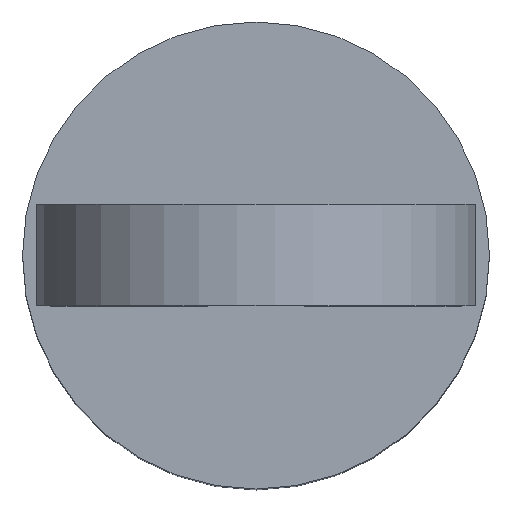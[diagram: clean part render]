
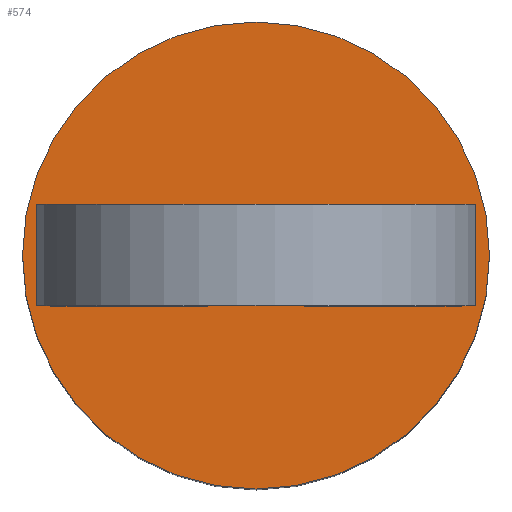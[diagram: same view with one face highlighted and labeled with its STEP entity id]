
A CAD part, top view. The second image highlights one B-rep face of the part: STEP entity #574.
In plain terms, the highlighted planar face has unit normal (0, 0, 1).
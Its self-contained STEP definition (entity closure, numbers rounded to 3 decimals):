
#23=CIRCLE('',#603,1.27);
#29=ORIENTED_EDGE('',*,*,#141,.F.);
#30=ORIENTED_EDGE('',*,*,#142,.F.);
#31=ORIENTED_EDGE('',*,*,#143,.T.);
#32=ORIENTED_EDGE('',*,*,#144,.T.);
#33=ORIENTED_EDGE('',*,*,#145,.F.);
#34=ORIENTED_EDGE('',*,*,#146,.F.);
#35=ORIENTED_EDGE('',*,*,#147,.F.);
#36=ORIENTED_EDGE('',*,*,#148,.T.);
#37=ORIENTED_EDGE('',*,*,#149,.T.);
#141=EDGE_CURVE('',#197,#198,#235,.T.);
#142=EDGE_CURVE('',#199,#197,#236,.T.);
#143=EDGE_CURVE('',#199,#200,#237,.T.);
#144=EDGE_CURVE('',#200,#198,#238,.T.);
#145=EDGE_CURVE('',#201,#201,#23,.T.);
#146=EDGE_CURVE('',#202,#203,#239,.T.);
#147=EDGE_CURVE('',#204,#202,#240,.T.);
#148=EDGE_CURVE('',#204,#205,#241,.T.);
#149=EDGE_CURVE('',#205,#203,#242,.T.);
#197=VERTEX_POINT('',#744);
#198=VERTEX_POINT('',#745);
#199=VERTEX_POINT('',#747);
#200=VERTEX_POINT('',#749);
#201=VERTEX_POINT('',#752);
#202=VERTEX_POINT('',#754);
#203=VERTEX_POINT('',#755);
#204=VERTEX_POINT('',#757);
#205=VERTEX_POINT('',#759);
#235=LINE('',#743,#285);
#236=LINE('',#746,#286);
#237=LINE('',#748,#287);
#238=LINE('',#750,#288);
#239=LINE('',#753,#289);
#240=LINE('',#756,#290);
#241=LINE('',#758,#291);
#242=LINE('',#760,#292);
#285=VECTOR('',#635,1000.);
#286=VECTOR('',#636,1000.);
#287=VECTOR('',#637,1000.);
#288=VECTOR('',#638,1000.);
#289=VECTOR('',#641,1000.);
#290=VECTOR('',#642,1000.);
#291=VECTOR('',#643,1000.);
#292=VECTOR('',#644,1000.);
#335=EDGE_LOOP('',(#29,#30,#31,#32));
#336=EDGE_LOOP('',(#33));
#337=EDGE_LOOP('',(#34,#35,#36,#37));
#363=FACE_BOUND('',#335,.T.);
#364=FACE_BOUND('',#336,.T.);
#365=FACE_BOUND('',#337,.T.);
#391=PLANE('',#602);
#574=ADVANCED_FACE('',(#363,#364,#365),#391,.F.);
#602=AXIS2_PLACEMENT_3D('',#742,#633,#634);
#603=AXIS2_PLACEMENT_3D('',#751,#639,#640);
#633=DIRECTION('',(0.,0.,-1.));
#634=DIRECTION('',(-1.,0.,0.));
#635=DIRECTION('',(0.,1.,0.));
#636=DIRECTION('',(1.,0.,0.));
#637=DIRECTION('',(0.,1.,0.));
#638=DIRECTION('',(1.,0.,0.));
#639=DIRECTION('',(0.,0.,-1.));
#640=DIRECTION('',(1.,0.,0.));
#641=DIRECTION('',(0.,1.,0.));
#642=DIRECTION('',(1.,0.,0.));
#643=DIRECTION('',(0.,1.,0.));
#644=DIRECTION('',(1.,0.,0.));
#742=CARTESIAN_POINT('',(0.,0.,2.938));
#743=CARTESIAN_POINT('',(0.7,-0.275,2.938));
#744=CARTESIAN_POINT('',(0.7,-0.275,2.938));
#745=CARTESIAN_POINT('',(0.7,0.275,2.938));
#746=CARTESIAN_POINT('',(0.266,-0.275,2.938));
#747=CARTESIAN_POINT('',(0.266,-0.275,2.938));
#748=CARTESIAN_POINT('',(0.266,-0.275,2.938));
#749=CARTESIAN_POINT('',(0.266,0.275,2.938));
#750=CARTESIAN_POINT('',(0.266,0.275,2.938));
#751=CARTESIAN_POINT('',(0.,0.,2.938));
#752=CARTESIAN_POINT('',(1.27,0.,2.938));
#753=CARTESIAN_POINT('',(-0.266,-0.275,2.938));
#754=CARTESIAN_POINT('',(-0.266,-0.275,2.938));
#755=CARTESIAN_POINT('',(-0.266,0.275,2.938));
#756=CARTESIAN_POINT('',(-0.266,-0.275,2.938));
#757=CARTESIAN_POINT('',(-0.7,-0.275,2.938));
#758=CARTESIAN_POINT('',(-0.7,-0.275,2.938));
#759=CARTESIAN_POINT('',(-0.7,0.275,2.938));
#760=CARTESIAN_POINT('',(-0.266,0.275,2.938));
